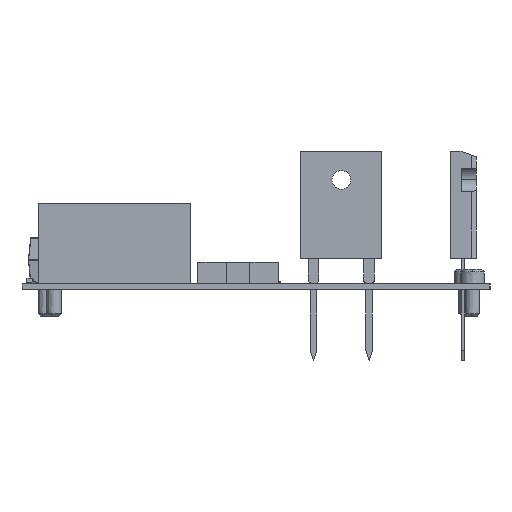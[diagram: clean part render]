
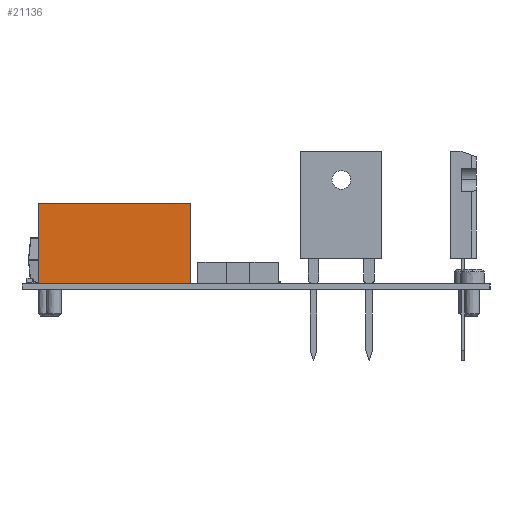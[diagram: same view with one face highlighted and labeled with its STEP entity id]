
A CAD part, left-side view. The second image highlights one B-rep face of the part: STEP entity #21136.
In plain terms, the highlighted planar face has unit normal (-1, 0, 0).
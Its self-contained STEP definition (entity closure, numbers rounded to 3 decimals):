
#21111 = VERTEX_POINT('',#21112);
#21112 = CARTESIAN_POINT('',(0.628,88.66,15.7)
  );
#21118 = EDGE_CURVE('',#21119,#21111,#21121,.T.);
#21119 = VERTEX_POINT('',#21120);
#21120 = CARTESIAN_POINT('',(0.628,88.66,0.));
#21121 = LINE('',#21122,#21123);
#21122 = CARTESIAN_POINT('',(0.628,88.66,0.));
#21123 = VECTOR('',#21124,1.);
#21124 = DIRECTION('',(0.,0.,1.));
#21136 = ADVANCED_FACE('',(#21137),#21162,.F.);
#21137 = FACE_BOUND('',#21138,.F.);
#21138 = EDGE_LOOP('',(#21139,#21140,#21148,#21156));
#21139 = ORIENTED_EDGE('',*,*,#21118,.T.);
#21140 = ORIENTED_EDGE('',*,*,#21141,.T.);
#21141 = EDGE_CURVE('',#21111,#21142,#21144,.T.);
#21142 = VERTEX_POINT('',#21143);
#21143 = CARTESIAN_POINT('',(0.628,58.815,15.7)
  );
#21144 = LINE('',#21145,#21146);
#21145 = CARTESIAN_POINT('',(0.628,88.66,15.7)
  );
#21146 = VECTOR('',#21147,1.);
#21147 = DIRECTION('',(0.,-1.,0.));
#21148 = ORIENTED_EDGE('',*,*,#21149,.F.);
#21149 = EDGE_CURVE('',#21150,#21142,#21152,.T.);
#21150 = VERTEX_POINT('',#21151);
#21151 = CARTESIAN_POINT('',(0.628,58.815,0.));
#21152 = LINE('',#21153,#21154);
#21153 = CARTESIAN_POINT('',(0.628,58.815,0.));
#21154 = VECTOR('',#21155,1.);
#21155 = DIRECTION('',(0.,0.,1.));
#21156 = ORIENTED_EDGE('',*,*,#21157,.F.);
#21157 = EDGE_CURVE('',#21119,#21150,#21158,.T.);
#21158 = LINE('',#21159,#21160);
#21159 = CARTESIAN_POINT('',(0.628,88.66,0.));
#21160 = VECTOR('',#21161,1.);
#21161 = DIRECTION('',(0.,-1.,0.));
#21162 = PLANE('',#21163);
#21163 = AXIS2_PLACEMENT_3D('',#21164,#21165,#21166);
#21164 = CARTESIAN_POINT('',(0.628,88.66,0.));
#21165 = DIRECTION('',(1.,0.,0.));
#21166 = DIRECTION('',(0.,-1.,0.));
